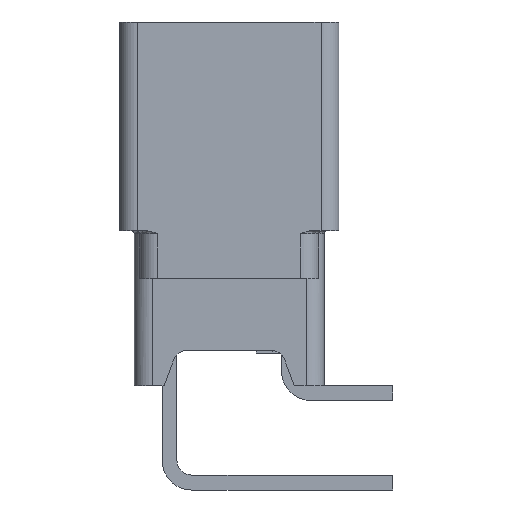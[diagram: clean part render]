
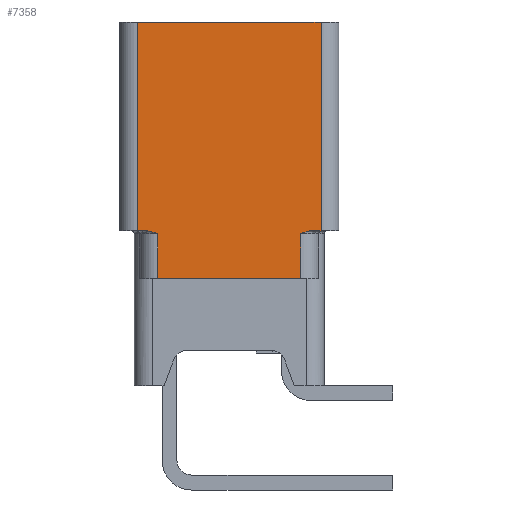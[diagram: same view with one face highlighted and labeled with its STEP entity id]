
A CAD part, left-side view. The second image highlights one B-rep face of the part: STEP entity #7358.
In plain terms, the highlighted planar face has unit normal (-1, 0, 0).
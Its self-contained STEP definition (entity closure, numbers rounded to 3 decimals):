
#614 = CARTESIAN_POINT ( 'NONE',  ( -10.922, 4.039, -8.89 ) ) ;
#742 = LINE ( 'NONE', #7115, #10021 ) ;
#783 = CARTESIAN_POINT ( 'NONE',  ( -10.922, -3.048, -9.017 ) ) ;
#870 = CARTESIAN_POINT ( 'NONE',  ( -10.922, -3.144, -8.978 ) ) ;
#952 = CARTESIAN_POINT ( 'NONE',  ( -10.922, -3.216, -8.95 ) ) ;
#965 = ORIENTED_EDGE ( 'NONE', *, *, #1958, .F. ) ;
#1113 = ORIENTED_EDGE ( 'NONE', *, *, #5856, .F. ) ;
#1247 = CARTESIAN_POINT ( 'NONE',  ( -10.922, -3.912, -8.89 ) ) ;
#1383 = B_SPLINE_CURVE_WITH_KNOTS ( 'NONE', 3,
 ( #9872, #9037, #5470, #9940, #10547, #10578, #10799, #11419, #11450, #7253, #3512, #952, #870, #783 ),
 .UNSPECIFIED., .F., .F.,
 ( 4, 2, 2, 1, 1, 2, 2, 4 ),
 ( 0., 0.25, 0.375, 0.438, 0.469, 0.484, 0.5, 1. ),
 .UNSPECIFIED. ) ;
#1509 = DIRECTION ( 'NONE',  ( 0., 1., 0. ) ) ;
#1606 = CARTESIAN_POINT ( 'NONE',  ( -10.922, 0., 0. ) ) ;
#1624 = DIRECTION ( 'NONE',  ( 0., 1., 0. ) ) ;
#1679 = CARTESIAN_POINT ( 'NONE',  ( -10.922, 4.674, 0. ) ) ;
#1708 = EDGE_CURVE ( 'NONE', #10103, #5849, #1383, .T. ) ;
#1727 = CARTESIAN_POINT ( 'NONE',  ( -10.922, 3.149, -8.976 ) ) ;
#1778 = VECTOR ( 'NONE', #3193, 1000. ) ;
#1857 = CARTESIAN_POINT ( 'NONE',  ( -10.922, 3.912, 0. ) ) ;
#1958 = EDGE_CURVE ( 'NONE', #8956, #3063, #11514, .T. ) ;
#2064 = AXIS2_PLACEMENT_3D ( 'NONE', #1606, #9711, #4337 ) ;
#2249 = ORIENTED_EDGE ( 'NONE', *, *, #7923, .F. ) ;
#2284 = VECTOR ( 'NONE', #4888, 1000. ) ;
#2640 = CARTESIAN_POINT ( 'NONE',  ( -10.922, 3.228, -8.947 ) ) ;
#2739 = DIRECTION ( 'NONE',  ( 0., -1., 0. ) ) ;
#3063 = VERTEX_POINT ( 'NONE', #4026 ) ;
#3142 = EDGE_CURVE ( 'NONE', #4371, #11192, #4468, .T. ) ;
#3193 = DIRECTION ( 'NONE',  ( 0., 1., 0. ) ) ;
#3328 = ORIENTED_EDGE ( 'NONE', *, *, #7417, .F. ) ;
#3434 = PLANE ( 'NONE',  #2064 ) ;
#3512 = CARTESIAN_POINT ( 'NONE',  ( -10.922, -3.266, -8.934 ) ) ;
#3548 = CARTESIAN_POINT ( 'NONE',  ( -10.922, 3.266, -8.934 ) ) ;
#3587 = VERTEX_POINT ( 'NONE', #9924 ) ;
#4026 = CARTESIAN_POINT ( 'NONE',  ( -10.922, -3.912, 0. ) ) ;
#4045 = DIRECTION ( 'NONE',  ( 0., 0., -1. ) ) ;
#4224 = VECTOR ( 'NONE', #2739, 1000. ) ;
#4337 = DIRECTION ( 'NONE',  ( 0., 0., -1. ) ) ;
#4371 = VERTEX_POINT ( 'NONE', #6738 ) ;
#4461 = CARTESIAN_POINT ( 'NONE',  ( -10.922, 3.285, -8.929 ) ) ;
#4468 = LINE ( 'NONE', #8613, #1778 ) ;
#4888 = DIRECTION ( 'NONE',  ( 0., 0., 1. ) ) ;
#5193 = EDGE_CURVE ( 'NONE', #3063, #7706, #6607, .T. ) ;
#5335 = CARTESIAN_POINT ( 'NONE',  ( -10.922, 3.102, -8.995 ) ) ;
#5380 = CARTESIAN_POINT ( 'NONE',  ( -10.922, 3.372, -8.902 ) ) ;
#5435 = EDGE_CURVE ( 'NONE', #7706, #10103, #742, .T. ) ;
#5470 = CARTESIAN_POINT ( 'NONE',  ( -10.922, -3.434, -8.894 ) ) ;
#5543 = ORIENTED_EDGE ( 'NONE', *, *, #5435, .F. ) ;
#5567 = VECTOR ( 'NONE', #6721, 1000. ) ;
#5649 = FACE_OUTER_BOUND ( 'NONE', #9826, .T. ) ;
#5782 = CARTESIAN_POINT ( 'NONE',  ( -10.922, 3.048, -10.922 ) ) ;
#5790 = CARTESIAN_POINT ( 'NONE',  ( -10.922, 3.912, 20.198 ) ) ;
#5849 = VERTEX_POINT ( 'NONE', #9334 ) ;
#5854 = LINE ( 'NONE', #5790, #5567 ) ;
#5856 = EDGE_CURVE ( 'NONE', #3587, #8956, #5854, .T. ) ;
#6311 = VECTOR ( 'NONE', #4045, 1000. ) ;
#6322 = CARTESIAN_POINT ( 'NONE',  ( -10.922, 3.506, -8.89 ) ) ;
#6607 = LINE ( 'NONE', #10280, #6311 ) ;
#6721 = DIRECTION ( 'NONE',  ( 0., 0., 1. ) ) ;
#6738 = CARTESIAN_POINT ( 'NONE',  ( -10.922, -3.048, -10.922 ) ) ;
#6787 = LINE ( 'NONE', #7627, #2284 ) ;
#6869 = VECTOR ( 'NONE', #1509, 1000. ) ;
#6942 = VERTEX_POINT ( 'NONE', #9000 ) ;
#7115 = CARTESIAN_POINT ( 'NONE',  ( -10.922, 0., -8.89 ) ) ;
#7253 = CARTESIAN_POINT ( 'NONE',  ( -10.922, -3.27, -8.933 ) ) ;
#7358 = ADVANCED_FACE ( 'NONE', ( #5649 ), #3434, .F. ) ;
#7363 = DIRECTION ( 'NONE',  ( 0., 0., -1. ) ) ;
#7417 = EDGE_CURVE ( 'NONE', #8168, #6942, #7434, .T. ) ;
#7434 = B_SPLINE_CURVE_WITH_KNOTS ( 'NONE', 3,
 ( #11444, #5335, #1727, #8106, #2640, #8950, #3548, #9824, #4461, #10644, #5380, #11480, #6322 ),
 .UNSPECIFIED., .F., .F.,
 ( 4, 2, 2, 1, 2, 2, 4 ),
 ( 0., 0.25, 0.375, 0.437, 0.469, 0.5, 1. ),
 .UNSPECIFIED. ) ;
#7627 = CARTESIAN_POINT ( 'NONE',  ( -10.922, 3.048, 0. ) ) ;
#7706 = VERTEX_POINT ( 'NONE', #1247 ) ;
#7835 = ORIENTED_EDGE ( 'NONE', *, *, #11221, .F. ) ;
#7923 = EDGE_CURVE ( 'NONE', #6942, #3587, #9209, .T. ) ;
#7957 = ORIENTED_EDGE ( 'NONE', *, *, #3142, .F. ) ;
#8052 = EDGE_CURVE ( 'NONE', #5849, #4371, #9590, .T. ) ;
#8106 = CARTESIAN_POINT ( 'NONE',  ( -10.922, 3.21, -8.953 ) ) ;
#8168 = VERTEX_POINT ( 'NONE', #8447 ) ;
#8172 = CARTESIAN_POINT ( 'NONE',  ( -10.922, -3.048, 0. ) ) ;
#8447 = CARTESIAN_POINT ( 'NONE',  ( -10.922, 3.048, -9.017 ) ) ;
#8613 = CARTESIAN_POINT ( 'NONE',  ( -10.922, 0., -10.922 ) ) ;
#8688 = ORIENTED_EDGE ( 'NONE', *, *, #8052, .F. ) ;
#8796 = ORIENTED_EDGE ( 'NONE', *, *, #1708, .F. ) ;
#8950 = CARTESIAN_POINT ( 'NONE',  ( -10.922, 3.254, -8.938 ) ) ;
#8956 = VERTEX_POINT ( 'NONE', #1857 ) ;
#9000 = CARTESIAN_POINT ( 'NONE',  ( -10.922, 3.506, -8.89 ) ) ;
#9037 = CARTESIAN_POINT ( 'NONE',  ( -10.922, -3.472, -8.89 ) ) ;
#9209 = LINE ( 'NONE', #614, #6869 ) ;
#9213 = ORIENTED_EDGE ( 'NONE', *, *, #5193, .F. ) ;
#9334 = CARTESIAN_POINT ( 'NONE',  ( -10.922, -3.048, -9.017 ) ) ;
#9590 = LINE ( 'NONE', #8172, #9875 ) ;
#9711 = DIRECTION ( 'NONE',  ( 1., 0., 0. ) ) ;
#9824 = CARTESIAN_POINT ( 'NONE',  ( -10.922, 3.277, -8.931 ) ) ;
#9826 = EDGE_LOOP ( 'NONE', ( #8688, #8796, #5543, #9213, #965, #1113, #2249, #3328, #7835, #7957 ) ) ;
#9872 = CARTESIAN_POINT ( 'NONE',  ( -10.922, -3.506, -8.89 ) ) ;
#9875 = VECTOR ( 'NONE', #7363, 1000. ) ;
#9912 = CARTESIAN_POINT ( 'NONE',  ( -10.922, -3.506, -8.89 ) ) ;
#9924 = CARTESIAN_POINT ( 'NONE',  ( -10.922, 3.912, -8.89 ) ) ;
#9940 = CARTESIAN_POINT ( 'NONE',  ( -10.922, -3.374, -8.905 ) ) ;
#10021 = VECTOR ( 'NONE', #1624, 1000. ) ;
#10103 = VERTEX_POINT ( 'NONE', #9912 ) ;
#10280 = CARTESIAN_POINT ( 'NONE',  ( -10.922, -3.912, 0. ) ) ;
#10547 = CARTESIAN_POINT ( 'NONE',  ( -10.922, -3.353, -8.91 ) ) ;
#10578 = CARTESIAN_POINT ( 'NONE',  ( -10.922, -3.32, -8.918 ) ) ;
#10644 = CARTESIAN_POINT ( 'NONE',  ( -10.922, 3.287, -8.928 ) ) ;
#10799 = CARTESIAN_POINT ( 'NONE',  ( -10.922, -3.304, -8.923 ) ) ;
#11192 = VERTEX_POINT ( 'NONE', #5782 ) ;
#11221 = EDGE_CURVE ( 'NONE', #11192, #8168, #6787, .T. ) ;
#11419 = CARTESIAN_POINT ( 'NONE',  ( -10.922, -3.284, -8.929 ) ) ;
#11444 = CARTESIAN_POINT ( 'NONE',  ( -10.922, 3.048, -9.017 ) ) ;
#11450 = CARTESIAN_POINT ( 'NONE',  ( -10.922, -3.276, -8.931 ) ) ;
#11480 = CARTESIAN_POINT ( 'NONE',  ( -10.922, 3.445, -8.89 ) ) ;
#11514 = LINE ( 'NONE', #1679, #4224 ) ;
